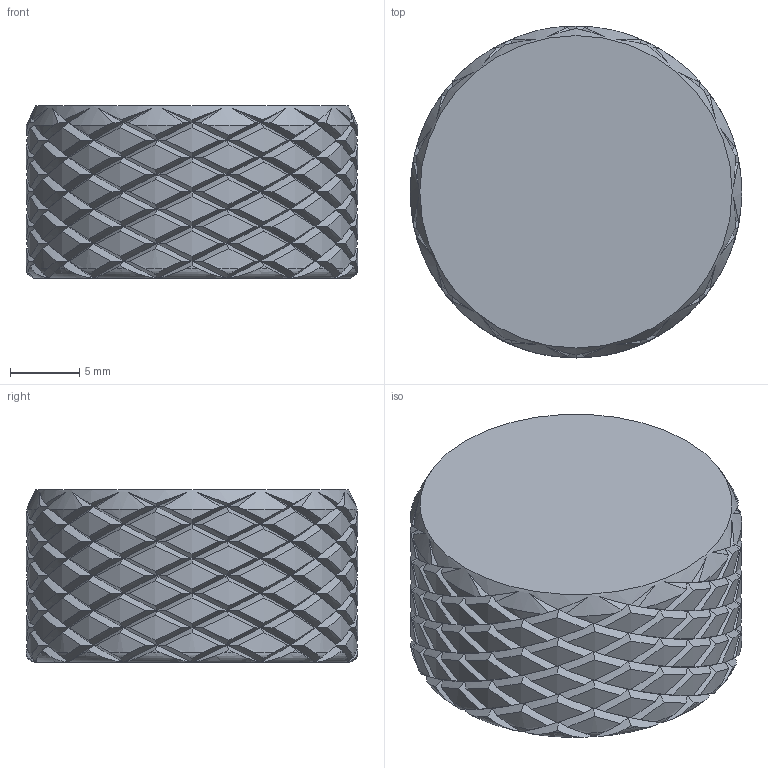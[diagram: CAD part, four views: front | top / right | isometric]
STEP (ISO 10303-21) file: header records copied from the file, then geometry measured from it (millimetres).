
FILE_DESCRIPTION(/* description */ (''),/* implementation_level */ '2;1');
FILE_NAME(/* name */ 'knob.step',/* time_stamp */ '2024-11-19T14:21:51+01:00',/* author */ (''),/* organization */ (''),/* preprocessor_version */ 'ST-DEVELOPER v20',/* originating_system */ 'Autodesk Translation Framework v13.20.0.188',/* authorisation */ '');
FILE_SCHEMA (('AUTOMOTIVE_DESIGN { 1 0 10303 214 3 1 1 }'));
Length unit declared in the file: millimetre
Products named in the file (2): Pad occitel mini; knob
Assembly tree (1 placements, depth 2):
  Pad occitel mini
    knob
Bounding box: 24 x 24 x 12.5 mm (x, y, z)
Volume: 3310.7 mm3; surface area: 3349.9 mm2
Topology: 1 solids, 1 shells, 763 faces, 1621 edges, 862 vertices
Faces by surface type: bspline 560, cylinder 149, plane 24, torus 16, cone 14
Full cylindrical faces by diameter (mm): 6 x1
Entity records: 30690 total; most frequent: CARTESIAN_POINT 19297, ORIENTED_EDGE 3242, EDGE_CURVE 1621, B_SPLINE_CURVE_WITH_KNOTS 1488, VERTEX_POINT 862, EDGE_LOOP 765, FACE_OUTER_BOUND 763, ADVANCED_FACE 763
